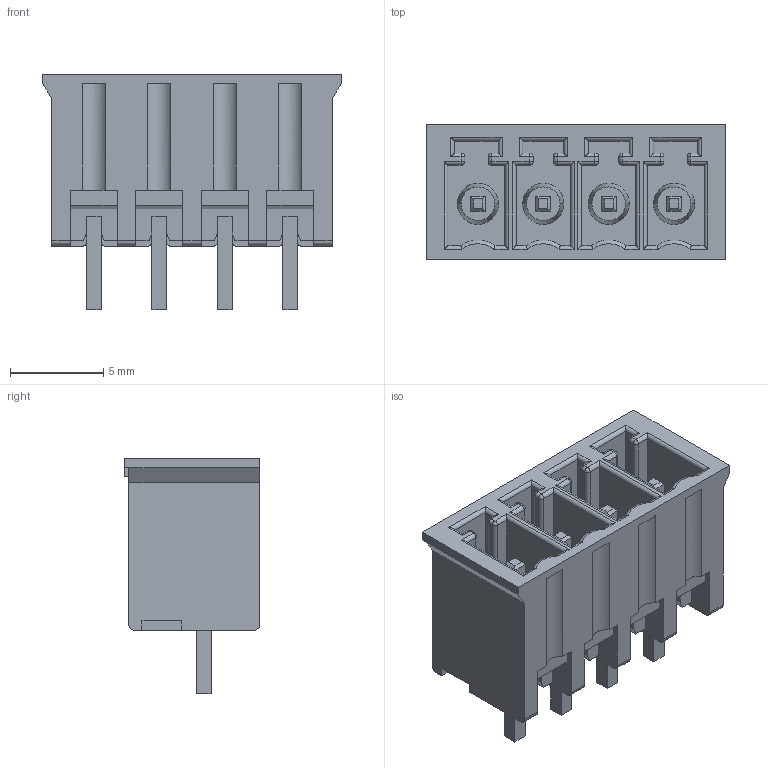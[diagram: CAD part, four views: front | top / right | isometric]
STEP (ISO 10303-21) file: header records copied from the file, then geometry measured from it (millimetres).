
FILE_DESCRIPTION(('FreeCAD Model'),'2;1');
FILE_NAME('Open CASCADE Shape Model','2024-04-29T21:40:37',(''),(''), 'Open CASCADE STEP processor 7.6','FreeCAD','Unknown');
FILE_SCHEMA(('AUTOMOTIVE_DESIGN { 1 0 10303 214 1 1 1 1 }'));
Length unit declared in the file: millimetre
Products named in the file (1): Chamfer
Bounding box: 16 x 7.25 x 12.6 mm (x, y, z)
Volume: 515.2 mm3; surface area: 1380.3 mm2
Topology: 1 solids, 1 shells, 422 faces, 1058 edges, 650 vertices
Faces by surface type: plane 256, cylinder 130, sphere 24, cone 8, torus 4
Entity records: 35989 total; most frequent: CARTESIAN_POINT 11893, DIRECTION 3887, LINE 2666, VECTOR 2666, ORIENTED_EDGE 2116, PCURVE 2116, DEFINITIONAL_REPRESENTATION 2116, EDGE_CURVE 1058
